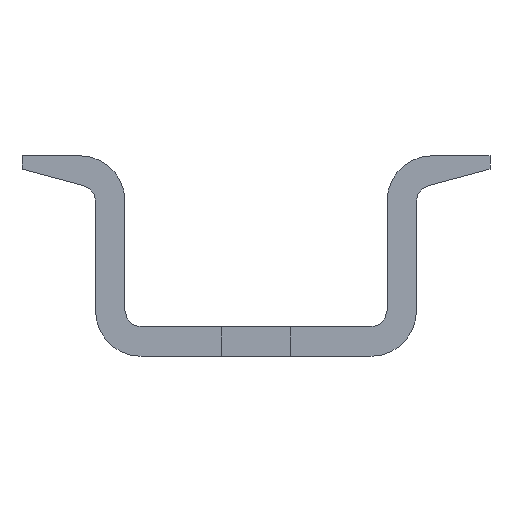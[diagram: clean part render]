
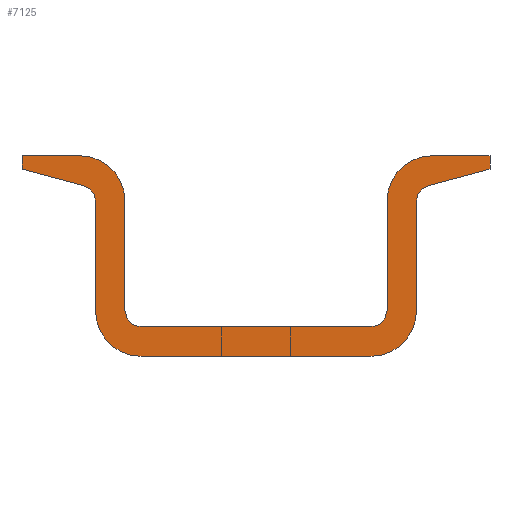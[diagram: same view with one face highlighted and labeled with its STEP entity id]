
A CAD part, front view. The second image highlights one B-rep face of the part: STEP entity #7125.
In plain terms, the highlighted planar face has unit normal (0, -1, 0).
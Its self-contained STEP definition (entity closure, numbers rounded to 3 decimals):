
#335=PLANE('',#7810);
#669=FACE_OUTER_BOUND('',#1011,.T.);
#1011=EDGE_LOOP('',(#5877,#5878,#5879,#5880,#5881,#5882,#5883,#5884,#5885,
#5886,#5887,#5888,#5889,#5890,#5891,#5892,#5893,#5894,#5895,#5896));
#1833=LINE('',#11814,#2517);
#1834=LINE('',#11816,#2518);
#1835=LINE('',#11820,#2519);
#1836=LINE('',#11824,#2520);
#1837=LINE('',#11828,#2521);
#1838=LINE('',#11832,#2522);
#1839=LINE('',#11834,#2523);
#1840=LINE('',#11836,#2524);
#1841=LINE('',#11840,#2525);
#1842=LINE('',#11844,#2526);
#1843=LINE('',#11848,#2527);
#1844=LINE('',#11851,#2528);
#2517=VECTOR('',#9772,10.);
#2518=VECTOR('',#9773,10.);
#2519=VECTOR('',#9776,10.);
#2520=VECTOR('',#9779,10.);
#2521=VECTOR('',#9782,10.);
#2522=VECTOR('',#9785,10.);
#2523=VECTOR('',#9786,10.);
#2524=VECTOR('',#9787,10.);
#2525=VECTOR('',#9790,10.);
#2526=VECTOR('',#9793,10.);
#2527=VECTOR('',#9796,10.);
#2528=VECTOR('',#9799,10.);
#2881=CIRCLE('',#7811,3.4);
#2882=CIRCLE('',#7812,1.2);
#2883=CIRCLE('',#7813,1.2);
#2884=CIRCLE('',#7814,3.4);
#2885=CIRCLE('',#7815,1.2);
#2886=CIRCLE('',#7816,3.4);
#2887=CIRCLE('',#7817,3.4);
#2888=CIRCLE('',#7818,1.2);
#3537=VERTEX_POINT('',#11812);
#3538=VERTEX_POINT('',#11813);
#3539=VERTEX_POINT('',#11815);
#3540=VERTEX_POINT('',#11817);
#3541=VERTEX_POINT('',#11819);
#3542=VERTEX_POINT('',#11821);
#3543=VERTEX_POINT('',#11823);
#3544=VERTEX_POINT('',#11825);
#3545=VERTEX_POINT('',#11827);
#3546=VERTEX_POINT('',#11829);
#3547=VERTEX_POINT('',#11831);
#3548=VERTEX_POINT('',#11833);
#3549=VERTEX_POINT('',#11835);
#3550=VERTEX_POINT('',#11837);
#3551=VERTEX_POINT('',#11839);
#3552=VERTEX_POINT('',#11841);
#3553=VERTEX_POINT('',#11843);
#3554=VERTEX_POINT('',#11845);
#3555=VERTEX_POINT('',#11847);
#3556=VERTEX_POINT('',#11849);
#4537=EDGE_CURVE('',#3537,#3538,#1833,.T.);
#4538=EDGE_CURVE('',#3539,#3537,#1834,.T.);
#4539=EDGE_CURVE('',#3540,#3539,#2881,.T.);
#4540=EDGE_CURVE('',#3541,#3540,#1835,.T.);
#4541=EDGE_CURVE('',#3542,#3541,#2882,.T.);
#4542=EDGE_CURVE('',#3543,#3542,#1836,.T.);
#4543=EDGE_CURVE('',#3544,#3543,#2883,.T.);
#4544=EDGE_CURVE('',#3545,#3544,#1837,.T.);
#4545=EDGE_CURVE('',#3546,#3545,#2884,.T.);
#4546=EDGE_CURVE('',#3547,#3546,#1838,.T.);
#4547=EDGE_CURVE('',#3548,#3547,#1839,.T.);
#4548=EDGE_CURVE('',#3549,#3548,#1840,.T.);
#4549=EDGE_CURVE('',#3550,#3549,#2885,.T.);
#4550=EDGE_CURVE('',#3551,#3550,#1841,.T.);
#4551=EDGE_CURVE('',#3552,#3551,#2886,.T.);
#4552=EDGE_CURVE('',#3553,#3552,#1842,.T.);
#4553=EDGE_CURVE('',#3554,#3553,#2887,.T.);
#4554=EDGE_CURVE('',#3555,#3554,#1843,.T.);
#4555=EDGE_CURVE('',#3556,#3555,#2888,.T.);
#4556=EDGE_CURVE('',#3538,#3556,#1844,.T.);
#5877=ORIENTED_EDGE('',*,*,#4537,.F.);
#5878=ORIENTED_EDGE('',*,*,#4538,.F.);
#5879=ORIENTED_EDGE('',*,*,#4539,.F.);
#5880=ORIENTED_EDGE('',*,*,#4540,.F.);
#5881=ORIENTED_EDGE('',*,*,#4541,.F.);
#5882=ORIENTED_EDGE('',*,*,#4542,.F.);
#5883=ORIENTED_EDGE('',*,*,#4543,.F.);
#5884=ORIENTED_EDGE('',*,*,#4544,.F.);
#5885=ORIENTED_EDGE('',*,*,#4545,.F.);
#5886=ORIENTED_EDGE('',*,*,#4546,.F.);
#5887=ORIENTED_EDGE('',*,*,#4547,.F.);
#5888=ORIENTED_EDGE('',*,*,#4548,.F.);
#5889=ORIENTED_EDGE('',*,*,#4549,.F.);
#5890=ORIENTED_EDGE('',*,*,#4550,.F.);
#5891=ORIENTED_EDGE('',*,*,#4551,.F.);
#5892=ORIENTED_EDGE('',*,*,#4552,.F.);
#5893=ORIENTED_EDGE('',*,*,#4553,.F.);
#5894=ORIENTED_EDGE('',*,*,#4554,.F.);
#5895=ORIENTED_EDGE('',*,*,#4555,.F.);
#5896=ORIENTED_EDGE('',*,*,#4556,.F.);
#7125=ADVANCED_FACE('',(#669),#335,.F.);
#7810=AXIS2_PLACEMENT_3D('',#11811,#9770,#9771);
#7811=AXIS2_PLACEMENT_3D('',#11818,#9774,#9775);
#7812=AXIS2_PLACEMENT_3D('',#11822,#9777,#9778);
#7813=AXIS2_PLACEMENT_3D('',#11826,#9780,#9781);
#7814=AXIS2_PLACEMENT_3D('',#11830,#9783,#9784);
#7815=AXIS2_PLACEMENT_3D('',#11838,#9788,#9789);
#7816=AXIS2_PLACEMENT_3D('',#11842,#9791,#9792);
#7817=AXIS2_PLACEMENT_3D('',#11846,#9794,#9795);
#7818=AXIS2_PLACEMENT_3D('',#11850,#9797,#9798);
#9770=DIRECTION('center_axis',(0.,1.,0.));
#9771=DIRECTION('ref_axis',(0.,0.,1.));
#9772=DIRECTION('',(0.,0.,-1.));
#9773=DIRECTION('',(1.,0.,0.));
#9774=DIRECTION('center_axis',(0.,1.,0.));
#9775=DIRECTION('ref_axis',(1.,0.,0.));
#9776=DIRECTION('',(0.,0.,1.));
#9777=DIRECTION('center_axis',(0.,-1.,0.));
#9778=DIRECTION('ref_axis',(1.,0.,0.));
#9779=DIRECTION('',(1.,0.,0.));
#9780=DIRECTION('center_axis',(0.,-1.,0.));
#9781=DIRECTION('ref_axis',(0.,0.,-1.));
#9782=DIRECTION('',(0.,0.,-1.));
#9783=DIRECTION('center_axis',(0.,1.,0.));
#9784=DIRECTION('ref_axis',(0.,0.,-1.));
#9785=DIRECTION('',(1.,0.,0.));
#9786=DIRECTION('',(0.,0.,1.));
#9787=DIRECTION('',(-0.966,0.,0.259));
#9788=DIRECTION('center_axis',(0.,-1.,0.));
#9789=DIRECTION('ref_axis',(0.259,0.,0.966));
#9790=DIRECTION('',(0.,0.,1.));
#9791=DIRECTION('center_axis',(0.,1.,0.));
#9792=DIRECTION('ref_axis',(0.,0.,1.));
#9793=DIRECTION('',(-1.,0.,0.));
#9794=DIRECTION('center_axis',(0.,1.,0.));
#9795=DIRECTION('ref_axis',(-1.,0.,0.));
#9796=DIRECTION('',(0.,0.,-1.));
#9797=DIRECTION('center_axis',(0.,-1.,0.));
#9798=DIRECTION('ref_axis',(-1.,0.,0.));
#9799=DIRECTION('',(-0.966,0.,-0.259));
#11811=CARTESIAN_POINT('Origin',(0.,-1000.,6.732));
#11812=CARTESIAN_POINT('',(17.5,-1000.,15.));
#11813=CARTESIAN_POINT('',(17.5,-1000.,13.995));
#11814=CARTESIAN_POINT('',(17.5,-1000.,13.995));
#11815=CARTESIAN_POINT('',(13.2,-1000.,15.));
#11816=CARTESIAN_POINT('',(17.5,-1000.,15.));
#11817=CARTESIAN_POINT('',(9.8,-1000.,11.6));
#11818=CARTESIAN_POINT('Origin',(13.2,-1000.,11.6));
#11819=CARTESIAN_POINT('',(9.8,-1000.,3.4));
#11820=CARTESIAN_POINT('',(9.8,-1000.,11.6));
#11821=CARTESIAN_POINT('',(8.6,-1000.,2.2));
#11822=CARTESIAN_POINT('Origin',(8.6,-1000.,3.4));
#11823=CARTESIAN_POINT('',(-8.6,-1000.,2.2));
#11824=CARTESIAN_POINT('',(8.6,-1000.,2.2));
#11825=CARTESIAN_POINT('',(-9.8,-1000.,3.4));
#11826=CARTESIAN_POINT('Origin',(-8.6,-1000.,3.4));
#11827=CARTESIAN_POINT('',(-9.8,-1000.,11.6));
#11828=CARTESIAN_POINT('',(-9.8,-1000.,3.4));
#11829=CARTESIAN_POINT('',(-13.2,-1000.,15.));
#11830=CARTESIAN_POINT('Origin',(-13.2,-1000.,11.6));
#11831=CARTESIAN_POINT('',(-17.5,-1000.,15.));
#11832=CARTESIAN_POINT('',(-13.2,-1000.,15.));
#11833=CARTESIAN_POINT('',(-17.5,-1000.,13.995));
#11834=CARTESIAN_POINT('',(-17.5,-1000.,15.));
#11835=CARTESIAN_POINT('',(-12.889,-1000.,12.759));
#11836=CARTESIAN_POINT('',(-17.5,-1000.,13.995));
#11837=CARTESIAN_POINT('',(-12.,-1000.,11.6));
#11838=CARTESIAN_POINT('Origin',(-13.2,-1000.,11.6));
#11839=CARTESIAN_POINT('',(-12.,-1000.,3.4));
#11840=CARTESIAN_POINT('',(-12.,-1000.,11.6));
#11841=CARTESIAN_POINT('',(-8.6,-1000.,0.));
#11842=CARTESIAN_POINT('Origin',(-8.6,-1000.,3.4));
#11843=CARTESIAN_POINT('',(8.6,-1000.,0.));
#11844=CARTESIAN_POINT('',(-8.6,-1000.,0.));
#11845=CARTESIAN_POINT('',(12.,-1000.,3.4));
#11846=CARTESIAN_POINT('Origin',(8.6,-1000.,3.4));
#11847=CARTESIAN_POINT('',(12.,-1000.,11.6));
#11848=CARTESIAN_POINT('',(12.,-1000.,3.4));
#11849=CARTESIAN_POINT('',(12.889,-1000.,12.759));
#11850=CARTESIAN_POINT('Origin',(13.2,-1000.,11.6));
#11851=CARTESIAN_POINT('',(12.889,-1000.,12.759));
